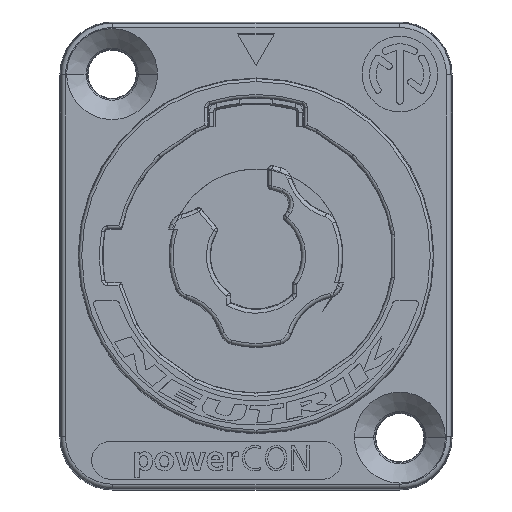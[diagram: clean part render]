
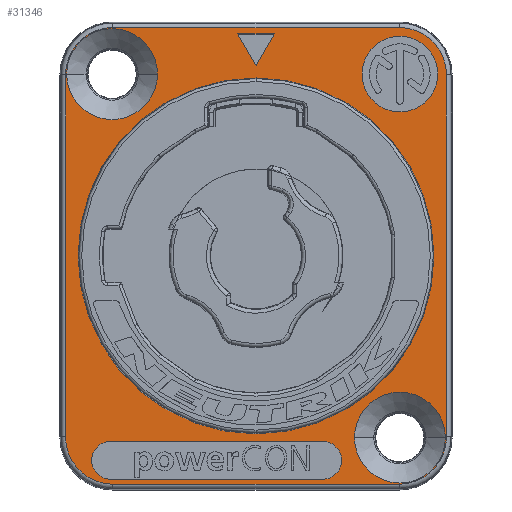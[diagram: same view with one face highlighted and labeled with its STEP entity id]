
A CAD part, top view. The second image highlights one B-rep face of the part: STEP entity #31346.
In plain terms, the highlighted planar face has unit normal (0, 0, 1).
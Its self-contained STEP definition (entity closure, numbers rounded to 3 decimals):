
#8029=CARTESIAN_POINT('',(9.5,12.,4.5));
#8030=DIRECTION('',(0.,0.,1.));
#8031=DIRECTION('',(1.,0.,0.));
#8032=AXIS2_PLACEMENT_3D('',#8029,#8030,#8031);
#8034=CARTESIAN_POINT('',(9.5,12.,4.5));
#8035=DIRECTION('',(0.,0.,1.));
#8036=DIRECTION('',(-1.,0.,0.));
#8037=AXIS2_PLACEMENT_3D('',#8034,#8035,#8036);
#8039=CARTESIAN_POINT('',(-9.6,-13.5,4.5));
#8040=DIRECTION('',(0.,0.,1.));
#8041=DIRECTION('',(0.,1.,0.));
#8042=AXIS2_PLACEMENT_3D('',#8039,#8040,#8041);
#8044=DIRECTION('',(1.,0.,0.));
#8045=VECTOR('',#8044,14.);
#8046=CARTESIAN_POINT('',(-9.6,-14.75,4.5));
#8047=LINE('',#8046,#8045);
#8048=CARTESIAN_POINT('',(4.4,-13.5,4.5));
#8049=DIRECTION('',(0.,0.,1.));
#8050=DIRECTION('',(0.,-1.,0.));
#8051=AXIS2_PLACEMENT_3D('',#8048,#8049,#8050);
#8053=DIRECTION('',(-1.,0.,0.));
#8054=VECTOR('',#8053,14.);
#8055=CARTESIAN_POINT('',(4.4,-12.25,4.5));
#8056=LINE('',#8055,#8054);
#8057=DIRECTION('',(0.5,-0.866,0.));
#8058=VECTOR('',#8057,2.4);
#8059=CARTESIAN_POINT('',(-1.2,14.65,4.5));
#8060=LINE('',#8059,#8058);
#8061=DIRECTION('',(0.5,0.866,0.));
#8062=VECTOR('',#8061,2.4);
#8063=CARTESIAN_POINT('',(0.,12.572,4.5));
#8064=LINE('',#8063,#8062);
#8065=DIRECTION('',(-1.,0.,0.));
#8066=VECTOR('',#8065,2.4);
#8067=CARTESIAN_POINT('',(1.2,14.65,4.5));
#8068=LINE('',#8067,#8066);
#8069=CARTESIAN_POINT('',(-9.5,12.,4.5));
#8070=DIRECTION('',(0.,0.,1.));
#8071=DIRECTION('',(-1.,0.,0.));
#8072=AXIS2_PLACEMENT_3D('',#8069,#8070,#8071);
#8074=CARTESIAN_POINT('',(-9.5,12.,4.5));
#8075=DIRECTION('',(0.,0.,1.));
#8076=DIRECTION('',(1.,0.,0.));
#8077=AXIS2_PLACEMENT_3D('',#8074,#8075,#8076);
#8079=CARTESIAN_POINT('',(9.5,-12.,4.5));
#8080=DIRECTION('',(0.,0.,1.));
#8081=DIRECTION('',(1.,0.,0.));
#8082=AXIS2_PLACEMENT_3D('',#8079,#8080,#8081);
#8084=CARTESIAN_POINT('',(9.5,-12.,4.5));
#8085=DIRECTION('',(0.,0.,1.));
#8086=DIRECTION('',(-1.,0.,0.));
#8087=AXIS2_PLACEMENT_3D('',#8084,#8085,#8086);
#8089=CARTESIAN_POINT('',(-9.45,11.95,4.5));
#8090=DIRECTION('',(0.,0.,1.));
#8091=DIRECTION('',(0.,1.,0.));
#8092=AXIS2_PLACEMENT_3D('',#8089,#8090,#8091);
#8094=DIRECTION('',(-1.,0.,0.));
#8095=VECTOR('',#8094,18.9);
#8096=CARTESIAN_POINT('',(9.45,15.077,4.5));
#8097=LINE('',#8096,#8095);
#8098=CARTESIAN_POINT('',(9.45,11.95,4.5));
#8099=DIRECTION('',(0.,0.,1.));
#8100=DIRECTION('',(1.,0.,0.));
#8101=AXIS2_PLACEMENT_3D('',#8098,#8099,#8100);
#8103=DIRECTION('',(0.,1.,0.));
#8104=VECTOR('',#8103,23.9);
#8105=CARTESIAN_POINT('',(12.577,-11.95,4.5));
#8106=LINE('',#8105,#8104);
#8107=CARTESIAN_POINT('',(9.45,-11.95,4.5));
#8108=DIRECTION('',(0.,0.,1.));
#8109=DIRECTION('',(0.,-1.,0.));
#8110=AXIS2_PLACEMENT_3D('',#8107,#8108,#8109);
#8112=DIRECTION('',(1.,0.,0.));
#8113=VECTOR('',#8112,18.9);
#8114=CARTESIAN_POINT('',(-9.45,-15.077,4.5));
#8115=LINE('',#8114,#8113);
#8116=CARTESIAN_POINT('',(-9.45,-11.95,4.5));
#8117=DIRECTION('',(0.,0.,1.));
#8118=DIRECTION('',(-1.,0.,0.));
#8119=AXIS2_PLACEMENT_3D('',#8116,#8117,#8118);
#8121=DIRECTION('',(0.,-1.,0.));
#8122=VECTOR('',#8121,23.9);
#8123=CARTESIAN_POINT('',(-12.577,11.95,4.5));
#8124=LINE('',#8123,#8122);
#8130=CARTESIAN_POINT('',(0.,0.,4.5));
#8131=DIRECTION('',(0.,0.,-1.));
#8132=DIRECTION('',(0.,1.,0.));
#8133=AXIS2_PLACEMENT_3D('',#8130,#8131,#8132);
#9481=CARTESIAN_POINT('',(0.,0.,4.5));
#9482=DIRECTION('',(0.,0.,1.));
#9483=DIRECTION('',(0.,1.,0.));
#9484=AXIS2_PLACEMENT_3D('',#9481,#9482,#9483);
#18139=CARTESIAN_POINT('',(0.,11.75,4.5));
#18140=CARTESIAN_POINT('',(0.,-11.75,4.5));
#18141=VERTEX_POINT('',#18139);
#18142=VERTEX_POINT('',#18140);
#18177=CARTESIAN_POINT('',(12.,12.,4.5));
#18178=CARTESIAN_POINT('',(7.,12.,4.5));
#18179=VERTEX_POINT('',#18177);
#18180=VERTEX_POINT('',#18178);
#18181=CARTESIAN_POINT('',(-9.6,-12.25,4.5));
#18182=CARTESIAN_POINT('',(-9.6,-14.75,4.5));
#18183=VERTEX_POINT('',#18181);
#18184=VERTEX_POINT('',#18182);
#18185=CARTESIAN_POINT('',(4.4,-14.75,4.5));
#18186=VERTEX_POINT('',#18185);
#18187=CARTESIAN_POINT('',(4.4,-12.25,4.5));
#18188=VERTEX_POINT('',#18187);
#18189=CARTESIAN_POINT('',(-1.2,14.65,4.5));
#18190=CARTESIAN_POINT('',(0.,12.572,4.5));
#18191=VERTEX_POINT('',#18189);
#18192=VERTEX_POINT('',#18190);
#18193=CARTESIAN_POINT('',(1.2,14.65,4.5));
#18194=VERTEX_POINT('',#18193);
#19537=CARTESIAN_POINT('',(-12.5,12.,4.5));
#19538=CARTESIAN_POINT('',(-6.5,12.,4.5));
#19539=VERTEX_POINT('',#19537);
#19540=VERTEX_POINT('',#19538);
#19545=CARTESIAN_POINT('',(12.5,-12.,4.5));
#19546=CARTESIAN_POINT('',(6.5,-12.,4.5));
#19547=VERTEX_POINT('',#19545);
#19548=VERTEX_POINT('',#19546);
#19557=CARTESIAN_POINT('',(-9.45,15.077,4.5));
#19558=CARTESIAN_POINT('',(-12.577,11.95,4.5));
#19559=VERTEX_POINT('',#19557);
#19560=VERTEX_POINT('',#19558);
#19565=CARTESIAN_POINT('',(-12.577,-11.95,4.5));
#19566=VERTEX_POINT('',#19565);
#19569=CARTESIAN_POINT('',(-9.45,-15.077,4.5));
#19570=VERTEX_POINT('',#19569);
#19573=CARTESIAN_POINT('',(9.45,-15.077,4.5));
#19574=VERTEX_POINT('',#19573);
#19577=CARTESIAN_POINT('',(12.577,-11.95,4.5));
#19578=VERTEX_POINT('',#19577);
#19581=CARTESIAN_POINT('',(12.577,11.95,4.5));
#19582=VERTEX_POINT('',#19581);
#19585=CARTESIAN_POINT('',(9.45,15.077,4.5));
#19586=VERTEX_POINT('',#19585);
#31282=CARTESIAN_POINT('',(0.,0.,4.5));
#31283=DIRECTION('',(0.,0.,-1.));
#31284=DIRECTION('',(0.,-1.,0.));
#31285=AXIS2_PLACEMENT_3D('',#31282,#31283,#31284);
#31286=PLANE('',#31285);
#31288=ORIENTED_EDGE('',*,*,#31287,.F.);
#31289=ORIENTED_EDGE('',*,*,#31272,.F.);
#31291=ORIENTED_EDGE('',*,*,#31290,.F.);
#31293=ORIENTED_EDGE('',*,*,#31292,.F.);
#31295=ORIENTED_EDGE('',*,*,#31294,.F.);
#31297=ORIENTED_EDGE('',*,*,#31296,.F.);
#31299=ORIENTED_EDGE('',*,*,#31298,.F.);
#31301=ORIENTED_EDGE('',*,*,#31300,.F.);
#31302=EDGE_LOOP('',(#31288,#31289,#31291,#31293,#31295,#31297,#31299,#31301));
#31303=FACE_OUTER_BOUND('',#31302,.F.);
#31305=ORIENTED_EDGE('',*,*,#31304,.T.);
#31307=ORIENTED_EDGE('',*,*,#31306,.T.);
#31308=EDGE_LOOP('',(#31305,#31307));
#31309=FACE_BOUND('',#31308,.F.);
#31311=ORIENTED_EDGE('',*,*,#31310,.T.);
#31313=ORIENTED_EDGE('',*,*,#31312,.T.);
#31315=ORIENTED_EDGE('',*,*,#31314,.T.);
#31317=ORIENTED_EDGE('',*,*,#31316,.T.);
#31318=EDGE_LOOP('',(#31311,#31313,#31315,#31317));
#31319=FACE_BOUND('',#31318,.F.);
#31321=ORIENTED_EDGE('',*,*,#31320,.T.);
#31323=ORIENTED_EDGE('',*,*,#31322,.T.);
#31325=ORIENTED_EDGE('',*,*,#31324,.T.);
#31326=EDGE_LOOP('',(#31321,#31323,#31325));
#31327=FACE_BOUND('',#31326,.F.);
#31329=ORIENTED_EDGE('',*,*,#31328,.T.);
#31331=ORIENTED_EDGE('',*,*,#31330,.T.);
#31332=EDGE_LOOP('',(#31329,#31331));
#31333=FACE_BOUND('',#31332,.F.);
#31335=ORIENTED_EDGE('',*,*,#31334,.T.);
#31337=ORIENTED_EDGE('',*,*,#31336,.T.);
#31338=EDGE_LOOP('',(#31335,#31337));
#31339=FACE_BOUND('',#31338,.F.);
#31341=ORIENTED_EDGE('',*,*,#31340,.F.);
#31343=ORIENTED_EDGE('',*,*,#31342,.T.);
#31344=EDGE_LOOP('',(#31341,#31343));
#31345=FACE_BOUND('',#31344,.F.);
#31346=ADVANCED_FACE('',(#31303,#31309,#31319,#31327,#31333,#31339,#31345),
#31286,.F.);
#8033=CIRCLE('',#8032,2.5);
#8038=CIRCLE('',#8037,2.5);
#8043=CIRCLE('',#8042,1.25);
#8052=CIRCLE('',#8051,1.25);
#8073=CIRCLE('',#8072,3.);
#8078=CIRCLE('',#8077,3.);
#8083=CIRCLE('',#8082,3.);
#8088=CIRCLE('',#8087,3.);
#8093=CIRCLE('',#8092,3.127);
#8102=CIRCLE('',#8101,3.127);
#8111=CIRCLE('',#8110,3.127);
#8120=CIRCLE('',#8119,3.127);
#8134=CIRCLE('',#8133,11.75);
#9485=CIRCLE('',#9484,11.75);
#31272=EDGE_CURVE('',#19586,#19559,#8097,.T.);
#31287=EDGE_CURVE('',#19559,#19560,#8093,.T.);
#31290=EDGE_CURVE('',#19582,#19586,#8102,.T.);
#31292=EDGE_CURVE('',#19578,#19582,#8106,.T.);
#31294=EDGE_CURVE('',#19574,#19578,#8111,.T.);
#31296=EDGE_CURVE('',#19570,#19574,#8115,.T.);
#31298=EDGE_CURVE('',#19566,#19570,#8120,.T.);
#31300=EDGE_CURVE('',#19560,#19566,#8124,.T.);
#31304=EDGE_CURVE('',#18179,#18180,#8033,.T.);
#31306=EDGE_CURVE('',#18180,#18179,#8038,.T.);
#31310=EDGE_CURVE('',#18183,#18184,#8043,.T.);
#31312=EDGE_CURVE('',#18184,#18186,#8047,.T.);
#31314=EDGE_CURVE('',#18186,#18188,#8052,.T.);
#31316=EDGE_CURVE('',#18188,#18183,#8056,.T.);
#31320=EDGE_CURVE('',#18191,#18192,#8060,.T.);
#31322=EDGE_CURVE('',#18192,#18194,#8064,.T.);
#31324=EDGE_CURVE('',#18194,#18191,#8068,.T.);
#31328=EDGE_CURVE('',#19539,#19540,#8073,.T.);
#31330=EDGE_CURVE('',#19540,#19539,#8078,.T.);
#31334=EDGE_CURVE('',#19547,#19548,#8083,.T.);
#31336=EDGE_CURVE('',#19548,#19547,#8088,.T.);
#31340=EDGE_CURVE('',#18141,#18142,#8134,.T.);
#31342=EDGE_CURVE('',#18141,#18142,#9485,.T.);
